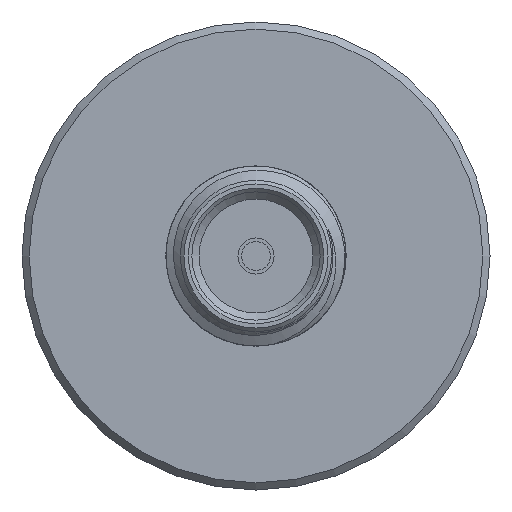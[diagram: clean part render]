
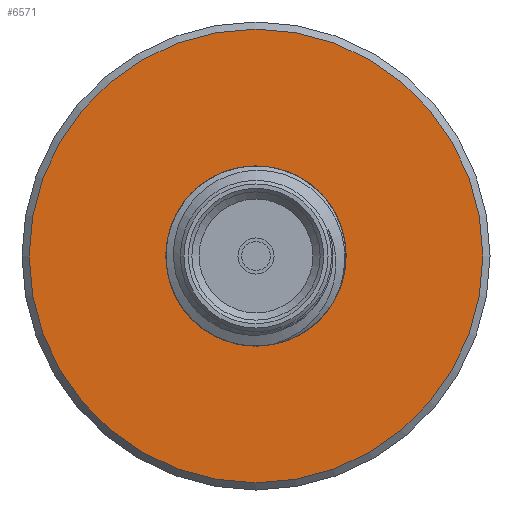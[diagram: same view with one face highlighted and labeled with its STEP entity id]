
A CAD part, left-side view. The second image highlights one B-rep face of the part: STEP entity #6571.
In plain terms, the highlighted planar face has unit normal (-1, 0, 0).
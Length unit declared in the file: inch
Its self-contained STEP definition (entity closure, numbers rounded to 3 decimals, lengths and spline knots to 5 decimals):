
#1549 = EDGE_LOOP ( 'NONE', ( #12935 ) ) ;
#3874 = CARTESIAN_POINT ( 'NONE',  ( 0.35433, 0., -0.115 ) ) ;
#5672 = AXIS2_PLACEMENT_3D ( 'NONE', #37118, #24360, #41909 ) ;
#6571 = ADVANCED_FACE ( 'NONE', ( #31784, #29819 ), #7428, .F. ) ;
#6811 = EDGE_LOOP ( 'NONE', ( #36258 ) ) ;
#7428 = PLANE ( 'NONE',  #50545 ) ;
#12935 = ORIENTED_EDGE ( 'NONE', *, *, #31231, .T. ) ;
#14794 = DIRECTION ( 'NONE',  ( 1., 0., 0. ) ) ;
#17584 = AXIS2_PLACEMENT_3D ( 'NONE', #18463, #14794, #35623 ) ;
#18463 = CARTESIAN_POINT ( 'NONE',  ( 0.35433, 0., 0. ) ) ;
#24321 = DIRECTION ( 'NONE',  ( 0., 0., -1. ) ) ;
#24360 = DIRECTION ( 'NONE',  ( -1., 0., 0. ) ) ;
#24507 = DIRECTION ( 'NONE',  ( 1., 0., 0. ) ) ;
#28147 = CIRCLE ( 'NONE', #5672, 0.3148 ) ;
#28717 = CIRCLE ( 'NONE', #17584, 0.115 ) ;
#29819 = FACE_BOUND ( 'NONE', #6811, .T. ) ;
#30015 = EDGE_CURVE ( 'NONE', #51385, #51385, #28717, .T. ) ;
#31231 = EDGE_CURVE ( 'NONE', #40880, #40880, #28147, .T. ) ;
#31784 = FACE_OUTER_BOUND ( 'NONE', #1549, .T. ) ;
#35623 = DIRECTION ( 'NONE',  ( 0., 0., -1. ) ) ;
#36258 = ORIENTED_EDGE ( 'NONE', *, *, #30015, .T. ) ;
#37118 = CARTESIAN_POINT ( 'NONE',  ( 0.35433, 0., 0. ) ) ;
#40880 = VERTEX_POINT ( 'NONE', #50230 ) ;
#41909 = DIRECTION ( 'NONE',  ( 0., 0., -1. ) ) ;
#50118 = CARTESIAN_POINT ( 'NONE',  ( 0.35433, 0.3248, 0. ) ) ;
#50230 = CARTESIAN_POINT ( 'NONE',  ( 0.35433, 0., -0.3148 ) ) ;
#50545 = AXIS2_PLACEMENT_3D ( 'NONE', #50118, #24507, #24321 ) ;
#51385 = VERTEX_POINT ( 'NONE', #3874 ) ;
